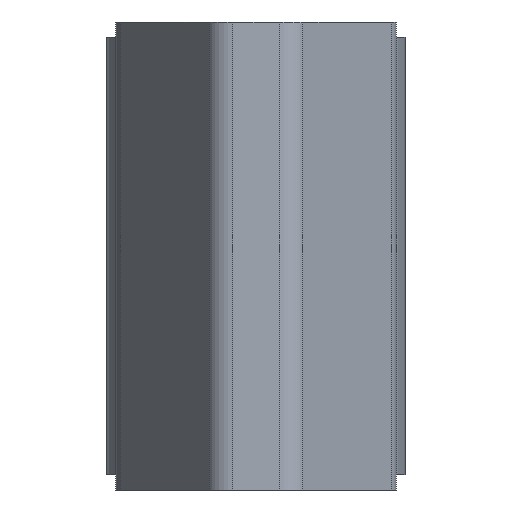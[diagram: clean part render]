
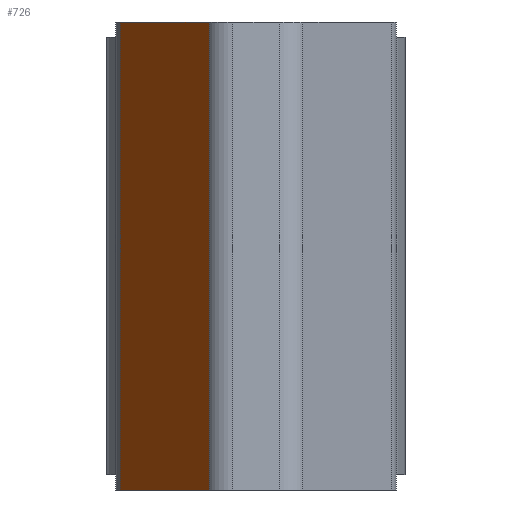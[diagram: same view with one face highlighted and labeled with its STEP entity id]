
A CAD part, front view. The second image highlights one B-rep face of the part: STEP entity #726.
In plain terms, the highlighted planar face has unit normal (-0.833, -0.553, 0).
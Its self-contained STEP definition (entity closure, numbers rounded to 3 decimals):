
#23 = EDGE_CURVE ( 'NONE', #661, #1584, #544, .T. ) ;
#115 = DIRECTION ( 'NONE',  ( 0., 0., -1. ) ) ;
#126 = PLANE ( 'NONE',  #497 ) ;
#127 = ORIENTED_EDGE ( 'NONE', *, *, #132, .F. ) ;
#132 = EDGE_CURVE ( 'NONE', #174, #255, #704, .T. ) ;
#153 = VECTOR ( 'NONE', #663, 1000. ) ;
#174 = VERTEX_POINT ( 'NONE', #1578 ) ;
#214 = VECTOR ( 'NONE', #1434, 1000. ) ;
#255 = VERTEX_POINT ( 'NONE', #478 ) ;
#281 = CARTESIAN_POINT ( 'NONE',  ( -34.891, -23.146, 25. ) ) ;
#332 = ORIENTED_EDGE ( 'NONE', *, *, #23, .T. ) ;
#435 = CARTESIAN_POINT ( 'NONE',  ( -34.891, -23.146, -25. ) ) ;
#463 = ORIENTED_EDGE ( 'NONE', *, *, #798, .T. ) ;
#478 = CARTESIAN_POINT ( 'NONE',  ( -5., -68.205, 25. ) ) ;
#497 = AXIS2_PLACEMENT_3D ( 'NONE', #756, #866, #764 ) ;
#501 = CARTESIAN_POINT ( 'NONE',  ( -14.5, -53.885, -25. ) ) ;
#536 = VECTOR ( 'NONE', #1517, 1000. ) ;
#544 = LINE ( 'NONE', #435, #153 ) ;
#634 = FACE_OUTER_BOUND ( 'NONE', #1529, .T. ) ;
#661 = VERTEX_POINT ( 'NONE', #501 ) ;
#663 = DIRECTION ( 'NONE',  ( 0.553, -0.833, 0. ) ) ;
#666 = LINE ( 'NONE', #1156, #1132 ) ;
#704 = LINE ( 'NONE', #281, #536 ) ;
#726 = ADVANCED_FACE ( 'NONE', ( #634 ), #126, .F. ) ;
#740 = CARTESIAN_POINT ( 'NONE',  ( -5., -68.205, -25. ) ) ;
#756 = CARTESIAN_POINT ( 'NONE',  ( -34.891, -23.146, 25. ) ) ;
#764 = DIRECTION ( 'NONE',  ( -0.553, 0.833, 0. ) ) ;
#796 = LINE ( 'NONE', #807, #214 ) ;
#798 = EDGE_CURVE ( 'NONE', #174, #661, #796, .T. ) ;
#807 = CARTESIAN_POINT ( 'NONE',  ( -14.5, -53.885, 25. ) ) ;
#814 = ORIENTED_EDGE ( 'NONE', *, *, #1133, .F. ) ;
#866 = DIRECTION ( 'NONE',  ( 0.833, 0.553, 0. ) ) ;
#1132 = VECTOR ( 'NONE', #115, 1000. ) ;
#1133 = EDGE_CURVE ( 'NONE', #255, #1584, #666, .T. ) ;
#1156 = CARTESIAN_POINT ( 'NONE',  ( -5., -68.205, 25. ) ) ;
#1434 = DIRECTION ( 'NONE',  ( 0., 0., -1. ) ) ;
#1517 = DIRECTION ( 'NONE',  ( 0.553, -0.833, 0. ) ) ;
#1529 = EDGE_LOOP ( 'NONE', ( #332, #814, #127, #463 ) ) ;
#1578 = CARTESIAN_POINT ( 'NONE',  ( -14.5, -53.885, 25. ) ) ;
#1584 = VERTEX_POINT ( 'NONE', #740 ) ;
